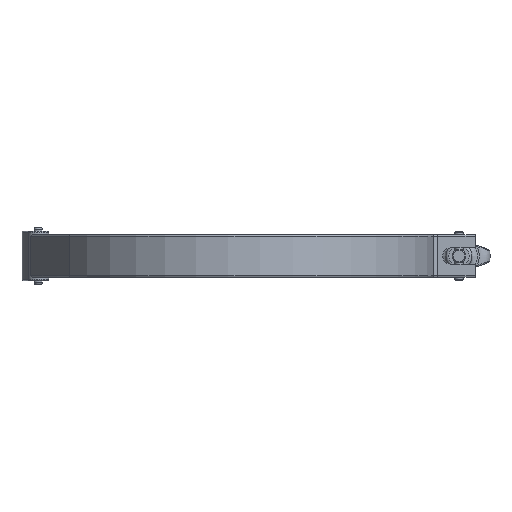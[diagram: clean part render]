
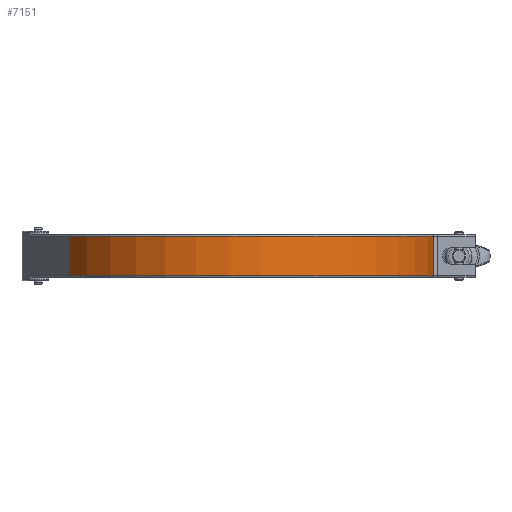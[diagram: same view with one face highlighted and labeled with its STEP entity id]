
A CAD part, front view. The second image highlights one B-rep face of the part: STEP entity #7151.
In plain terms, the highlighted cylindrical face has radius 114.427 mm (diameter 228.854 mm), a partial arc.
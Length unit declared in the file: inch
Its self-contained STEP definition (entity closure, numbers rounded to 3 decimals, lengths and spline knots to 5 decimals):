
#6567=CARTESIAN_POINT('',(-3.94471,-2.17584,0.46125));
#6568=VERTEX_POINT('',#6567);
#6623=CARTESIAN_POINT('',(-3.94471,-2.17584,-0.46125));
#6624=VERTEX_POINT('',#6623);
#6631=CARTESIAN_POINT('',(-3.94471,-2.17584,0.46125));
#6632=DIRECTION('',(0.0,0.0,-1.0));
#6633=VECTOR('',#6632,0.9225);
#6634=LINE('',#6631,#6633);
#6635=EDGE_CURVE('',#6568,#6624,#6634,.T.);
#7107=CARTESIAN_POINT('',(4.4702,-0.55884,0.46125));
#7108=VERTEX_POINT('',#7107);
#7109=CARTESIAN_POINT('',(0.0,0.0,0.46125));
#7110=DIRECTION('',(0.0,0.0,-1.0));
#7111=DIRECTION('',(0.876,0.483,0.0));
#7112=AXIS2_PLACEMENT_3D('',#7109,#7110,#7111);
#7113=CIRCLE('',#7112,4.505);
#7114=EDGE_CURVE('',#7108,#6568,#7113,.T.);
#7127=CARTESIAN_POINT('',(0.0,0.0,0.));
#7128=DIRECTION('',(0.0,0.0,-1.0));
#7129=DIRECTION('',(0.876,0.483,0.0));
#7130=AXIS2_PLACEMENT_3D('',#7127,#7128,#7129);
#7131=CYLINDRICAL_SURFACE('',#7130,4.505);
#7132=ORIENTED_EDGE('',*,*,#6635,.T.);
#7133=CARTESIAN_POINT('',(4.4702,-0.55884,-0.46125));
#7134=VERTEX_POINT('',#7133);
#7135=CARTESIAN_POINT('',(0.0,0.0,-0.46125));
#7136=DIRECTION('',(0.0,0.0,-1.0));
#7137=DIRECTION('',(0.876,0.483,0.0));
#7138=AXIS2_PLACEMENT_3D('',#7135,#7136,#7137);
#7139=CIRCLE('',#7138,4.505);
#7140=EDGE_CURVE('',#7134,#6624,#7139,.T.);
#7141=ORIENTED_EDGE('',*,*,#7140,.F.);
#7142=CARTESIAN_POINT('',(4.4702,-0.55884,0.46125));
#7143=DIRECTION('',(0.0,0.0,-1.0));
#7144=VECTOR('',#7143,0.9225);
#7145=LINE('',#7142,#7144);
#7146=EDGE_CURVE('',#7108,#7134,#7145,.T.);
#7147=ORIENTED_EDGE('',*,*,#7146,.F.);
#7148=ORIENTED_EDGE('',*,*,#7114,.T.);
#7149=EDGE_LOOP('',(#7132,#7141,#7147,#7148));
#7150=FACE_OUTER_BOUND('',#7149,.T.);
#7151=ADVANCED_FACE('',(#7150),#7131,.T.);
